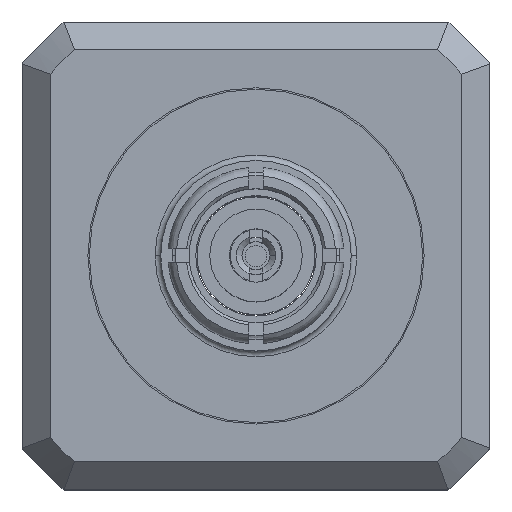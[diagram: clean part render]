
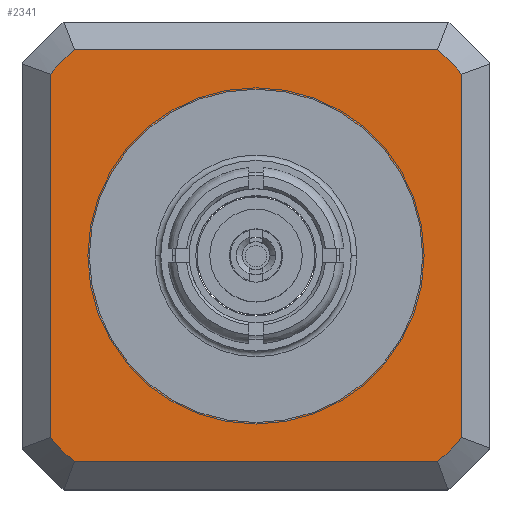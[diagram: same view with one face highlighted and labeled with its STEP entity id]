
A CAD part, top view. The second image highlights one B-rep face of the part: STEP entity #2341.
In plain terms, the highlighted planar face has unit normal (0, 0, 1).
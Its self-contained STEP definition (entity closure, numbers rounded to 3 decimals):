
#8 = CARTESIAN_POINT ( 'NONE',  ( 0., 0., 6.4 ) ) ;
#49 = LINE ( 'NONE', #1630, #2822 ) ;
#63 = VERTEX_POINT ( 'NONE', #2834 ) ;
#332 = DIRECTION ( 'NONE',  ( 0., 0., 1. ) ) ;
#355 = CARTESIAN_POINT ( 'NONE',  ( 0., 0., 6.4 ) ) ;
#358 = ORIENTED_EDGE ( 'NONE', *, *, #3937, .T. ) ;
#436 = DIRECTION ( 'NONE',  ( 0., -1., 0. ) ) ;
#443 = VERTEX_POINT ( 'NONE', #3113 ) ;
#462 = VERTEX_POINT ( 'NONE', #1532 ) ;
#483 = CIRCLE ( 'NONE', #1263, 4.9 ) ;
#582 = ORIENTED_EDGE ( 'NONE', *, *, #2487, .T. ) ;
#685 = VECTOR ( 'NONE', #436, 1000. ) ;
#709 = VERTEX_POINT ( 'NONE', #3551 ) ;
#817 = VERTEX_POINT ( 'NONE', #2435 ) ;
#821 = CARTESIAN_POINT ( 'NONE',  ( -3.241, -3.675, 6.4 ) ) ;
#823 = LINE ( 'NONE', #1765, #3151 ) ;
#824 = CARTESIAN_POINT ( 'NONE',  ( -3.241, 3.675, 6.4 ) ) ;
#844 = DIRECTION ( 'NONE',  ( 1., 0., 0. ) ) ;
#938 = VERTEX_POINT ( 'NONE', #824 ) ;
#998 = ORIENTED_EDGE ( 'NONE', *, *, #3904, .T. ) ;
#1044 = EDGE_CURVE ( 'NONE', #63, #2458, #3028, .T. ) ;
#1225 = EDGE_CURVE ( 'NONE', #709, #443, #3736, .T. ) ;
#1227 = FACE_BOUND ( 'NONE', #3445, .T. ) ;
#1244 = DIRECTION ( 'NONE',  ( 1., 0., 0. ) ) ;
#1263 = AXIS2_PLACEMENT_3D ( 'NONE', #2119, #4024, #2155 ) ;
#1301 = DIRECTION ( 'NONE',  ( 1., 0., 0. ) ) ;
#1514 = AXIS2_PLACEMENT_3D ( 'NONE', #355, #2850, #1301 ) ;
#1532 = CARTESIAN_POINT ( 'NONE',  ( -3.675, 3.241, 6.4 ) ) ;
#1585 = VERTEX_POINT ( 'NONE', #3167 ) ;
#1586 = AXIS2_PLACEMENT_3D ( 'NONE', #2935, #2342, #3579 ) ;
#1610 = ORIENTED_EDGE ( 'NONE', *, *, #1225, .F. ) ;
#1614 = CARTESIAN_POINT ( 'NONE',  ( 0., 0., 6.4 ) ) ;
#1630 = CARTESIAN_POINT ( 'NONE',  ( 3.425, -3.675, 6.4 ) ) ;
#1765 = CARTESIAN_POINT ( 'NONE',  ( -3.425, 3.675, 6.4 ) ) ;
#1813 = LINE ( 'NONE', #3703, #2251 ) ;
#1893 = CARTESIAN_POINT ( 'NONE',  ( 3.241, 3.675, 6.4 ) ) ;
#1908 = DIRECTION ( 'NONE',  ( 0., 0., 1. ) ) ;
#2019 = VERTEX_POINT ( 'NONE', #1893 ) ;
#2083 = CARTESIAN_POINT ( 'NONE',  ( 3.675, 3.241, 6.4 ) ) ;
#2119 = CARTESIAN_POINT ( 'NONE',  ( 0., 0., 6.4 ) ) ;
#2124 = CIRCLE ( 'NONE', #3875, 4.9 ) ;
#2155 = DIRECTION ( 'NONE',  ( 1., 0., 0. ) ) ;
#2236 = EDGE_CURVE ( 'NONE', #3066, #2019, #483, .T. ) ;
#2251 = VECTOR ( 'NONE', #4008, 1000. ) ;
#2271 = EDGE_CURVE ( 'NONE', #1585, #3066, #1813, .T. ) ;
#2294 = LINE ( 'NONE', #3859, #685 ) ;
#2335 = ORIENTED_EDGE ( 'NONE', *, *, #3884, .F. ) ;
#2341 = ADVANCED_FACE ( 'NONE', ( #1227, #2406 ), #2483, .T. ) ;
#2342 = DIRECTION ( 'NONE',  ( 0., 0., 1. ) ) ;
#2402 = DIRECTION ( 'NONE',  ( 0., 0., 1. ) ) ;
#2406 = FACE_OUTER_BOUND ( 'NONE', #2877, .T. ) ;
#2435 = CARTESIAN_POINT ( 'NONE',  ( 3.241, -3.675, 6.4 ) ) ;
#2437 = CIRCLE ( 'NONE', #2628, 2.975 ) ;
#2458 = VERTEX_POINT ( 'NONE', #821 ) ;
#2483 = PLANE ( 'NONE',  #3618 ) ;
#2487 = EDGE_CURVE ( 'NONE', #462, #63, #2294, .T. ) ;
#2496 = ORIENTED_EDGE ( 'NONE', *, *, #1044, .T. ) ;
#2628 = AXIS2_PLACEMENT_3D ( 'NONE', #1614, #332, #3737 ) ;
#2673 = EDGE_CURVE ( 'NONE', #817, #1585, #2124, .T. ) ;
#2713 = DIRECTION ( 'NONE',  ( -1., 0., 0. ) ) ;
#2822 = VECTOR ( 'NONE', #3475, 1000. ) ;
#2834 = CARTESIAN_POINT ( 'NONE',  ( -3.675, -3.241, 6.4 ) ) ;
#2850 = DIRECTION ( 'NONE',  ( 0., 0., 1. ) ) ;
#2877 = EDGE_LOOP ( 'NONE', ( #582, #2496, #998, #3110, #3262, #3184, #3933, #358 ) ) ;
#2935 = CARTESIAN_POINT ( 'NONE',  ( 0., 0., 6.4 ) ) ;
#3010 = DIRECTION ( 'NONE',  ( 1., 0., 0. ) ) ;
#3028 = CIRCLE ( 'NONE', #1586, 4.9 ) ;
#3066 = VERTEX_POINT ( 'NONE', #2083 ) ;
#3076 = CIRCLE ( 'NONE', #1514, 4.9 ) ;
#3110 = ORIENTED_EDGE ( 'NONE', *, *, #2673, .T. ) ;
#3113 = CARTESIAN_POINT ( 'NONE',  ( -2.975, 0., 6.4 ) ) ;
#3151 = VECTOR ( 'NONE', #2713, 1000. ) ;
#3167 = CARTESIAN_POINT ( 'NONE',  ( 3.675, -3.241, 6.4 ) ) ;
#3184 = ORIENTED_EDGE ( 'NONE', *, *, #2236, .T. ) ;
#3262 = ORIENTED_EDGE ( 'NONE', *, *, #2271, .T. ) ;
#3361 = CARTESIAN_POINT ( 'NONE',  ( 0., 0., 6.4 ) ) ;
#3422 = DIRECTION ( 'NONE',  ( 0., 0., 1. ) ) ;
#3445 = EDGE_LOOP ( 'NONE', ( #1610, #2335 ) ) ;
#3475 = DIRECTION ( 'NONE',  ( 1., 0., 0. ) ) ;
#3551 = CARTESIAN_POINT ( 'NONE',  ( 2.975, 0., 6.4 ) ) ;
#3579 = DIRECTION ( 'NONE',  ( 1., 0., 0. ) ) ;
#3618 = AXIS2_PLACEMENT_3D ( 'NONE', #3718, #3422, #844 ) ;
#3703 = CARTESIAN_POINT ( 'NONE',  ( 3.675, 3.425, 6.4 ) ) ;
#3718 = CARTESIAN_POINT ( 'NONE',  ( 0., 0., 6.4 ) ) ;
#3733 = AXIS2_PLACEMENT_3D ( 'NONE', #8, #1908, #1244 ) ;
#3736 = CIRCLE ( 'NONE', #3733, 2.975 ) ;
#3737 = DIRECTION ( 'NONE',  ( 1., 0., 0. ) ) ;
#3859 = CARTESIAN_POINT ( 'NONE',  ( -3.675, -3.425, 6.4 ) ) ;
#3875 = AXIS2_PLACEMENT_3D ( 'NONE', #3361, #2402, #3010 ) ;
#3884 = EDGE_CURVE ( 'NONE', #443, #709, #2437, .T. ) ;
#3904 = EDGE_CURVE ( 'NONE', #2458, #817, #49, .T. ) ;
#3933 = ORIENTED_EDGE ( 'NONE', *, *, #4020, .T. ) ;
#3937 = EDGE_CURVE ( 'NONE', #938, #462, #3076, .T. ) ;
#4008 = DIRECTION ( 'NONE',  ( 0., 1., 0. ) ) ;
#4020 = EDGE_CURVE ( 'NONE', #2019, #938, #823, .T. ) ;
#4024 = DIRECTION ( 'NONE',  ( 0., 0., 1. ) ) ;
